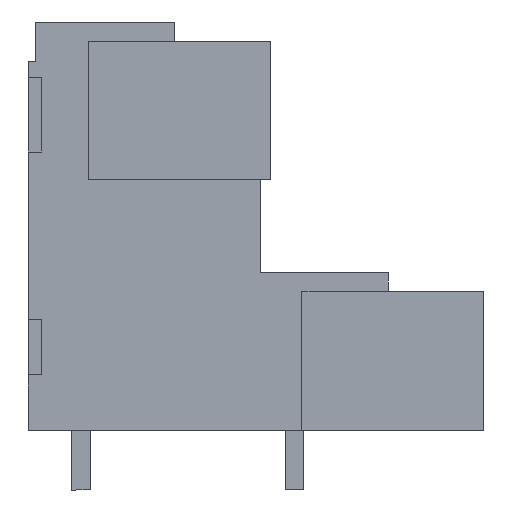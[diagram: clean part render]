
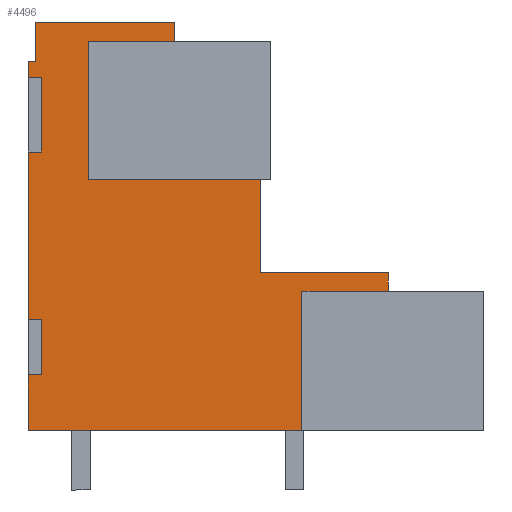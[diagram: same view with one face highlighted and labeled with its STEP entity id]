
A CAD part, left-side view. The second image highlights one B-rep face of the part: STEP entity #4496.
In plain terms, the highlighted planar face has unit normal (-1, 0, 0).
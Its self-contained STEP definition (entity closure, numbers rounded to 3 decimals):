
#4415=AXIS2_PLACEMENT_3D('Plane Axis2P3D',#4412,#4413,#4414) ;
#303=CARTESIAN_POINT('Vertex',(0.7,24.55,23.09)) ;
#427=CARTESIAN_POINT('Vertex',(0.7,24.55,9.2)) ;
#430=CARTESIAN_POINT('Line Origine',(0.7,24.55,13.7)) ;
#434=CARTESIAN_POINT('Vertex',(0.7,24.55,18.2)) ;
#455=CARTESIAN_POINT('Vertex',(0.7,24.55,22.2)) ;
#458=CARTESIAN_POINT('Line Origine',(0.7,24.55,22.645)) ;
#568=CARTESIAN_POINT('Line Origine',(0.7,24.35,23.09)) ;
#572=CARTESIAN_POINT('Vertex',(0.7,24.15,23.09)) ;
#649=CARTESIAN_POINT('Vertex',(0.7,16.65,25.2)) ;
#705=CARTESIAN_POINT('Vertex',(0.7,24.15,25.2)) ;
#708=CARTESIAN_POINT('Line Origine',(0.7,20.4,25.2)) ;
#737=CARTESIAN_POINT('Vertex',(0.7,16.65,24.175)) ;
#740=CARTESIAN_POINT('Line Origine',(0.7,16.65,24.687)) ;
#806=CARTESIAN_POINT('Line Origine',(0.7,18.975,24.175)) ;
#810=CARTESIAN_POINT('Vertex',(0.7,21.3,24.175)) ;
#905=CARTESIAN_POINT('Vertex',(0.7,12.05,16.725)) ;
#933=CARTESIAN_POINT('Vertex',(0.7,21.3,16.725)) ;
#936=CARTESIAN_POINT('Line Origine',(0.7,16.675,16.725)) ;
#961=CARTESIAN_POINT('Vertex',(0.7,12.05,11.7)) ;
#964=CARTESIAN_POINT('Line Origine',(0.7,12.05,14.212)) ;
#985=CARTESIAN_POINT('Vertex',(0.7,5.15,11.7)) ;
#988=CARTESIAN_POINT('Line Origine',(0.7,8.6,11.7)) ;
#1009=CARTESIAN_POINT('Vertex',(0.7,5.15,10.7)) ;
#1012=CARTESIAN_POINT('Line Origine',(0.7,5.15,11.2)) ;
#1078=CARTESIAN_POINT('Line Origine',(0.7,7.475,10.7)) ;
#1082=CARTESIAN_POINT('Vertex',(0.7,9.8,10.7)) ;
#1247=CARTESIAN_POINT('Vertex',(0.7,9.8,3.2)) ;
#1250=CARTESIAN_POINT('Line Origine',(0.7,17.175,3.2)) ;
#1254=CARTESIAN_POINT('Vertex',(0.7,24.55,3.2)) ;
#4400=CARTESIAN_POINT('Line Origine',(0.7,21.3,20.45)) ;
#4412=CARTESIAN_POINT('Axis2P3D Location',(0.7,24.15,3.2)) ;
#4417=CARTESIAN_POINT('Line Origine',(0.7,24.2,9.2)) ;
#4421=CARTESIAN_POINT('Vertex',(0.7,23.85,9.2)) ;
#4424=CARTESIAN_POINT('Line Origine',(0.7,23.85,7.7)) ;
#4428=CARTESIAN_POINT('Vertex',(0.7,23.85,6.2)) ;
#4431=CARTESIAN_POINT('Line Origine',(0.7,24.2,6.2)) ;
#4435=CARTESIAN_POINT('Vertex',(0.7,24.55,6.2)) ;
#4438=CARTESIAN_POINT('Line Origine',(0.7,24.55,4.7)) ;
#4443=CARTESIAN_POINT('Line Origine',(0.7,9.8,6.95)) ;
#4448=CARTESIAN_POINT('Line Origine',(0.7,24.15,24.145)) ;
#4453=CARTESIAN_POINT('Line Origine',(0.7,24.2,22.2)) ;
#4457=CARTESIAN_POINT('Vertex',(0.7,23.85,22.2)) ;
#4460=CARTESIAN_POINT('Line Origine',(0.7,23.85,20.2)) ;
#4464=CARTESIAN_POINT('Vertex',(0.7,23.85,18.2)) ;
#4467=CARTESIAN_POINT('Line Origine',(0.7,24.2,18.2)) ;
#431=DIRECTION('Vector Direction',(0.,0.,-1.)) ;
#459=DIRECTION('Vector Direction',(0.,0.,-1.)) ;
#569=DIRECTION('Vector Direction',(0.,-1.,0.)) ;
#709=DIRECTION('Vector Direction',(0.,-1.,0.)) ;
#741=DIRECTION('Vector Direction',(0.,0.,1.)) ;
#807=DIRECTION('Vector Direction',(0.,1.,0.)) ;
#937=DIRECTION('Vector Direction',(0.,1.,0.)) ;
#965=DIRECTION('Vector Direction',(0.,0.,1.)) ;
#989=DIRECTION('Vector Direction',(0.,1.,0.)) ;
#1013=DIRECTION('Vector Direction',(0.,0.,1.)) ;
#1079=DIRECTION('Vector Direction',(0.,1.,0.)) ;
#1251=DIRECTION('Vector Direction',(0.,-1.,0.)) ;
#4401=DIRECTION('Vector Direction',(0.,0.,-1.)) ;
#4413=DIRECTION('Axis2P3D Direction',(-1.,0.,0.)) ;
#4414=DIRECTION('Axis2P3D XDirection',(0.,1.,0.)) ;
#4418=DIRECTION('Vector Direction',(0.,-1.,0.)) ;
#4425=DIRECTION('Vector Direction',(0.,0.,1.)) ;
#4432=DIRECTION('Vector Direction',(0.,-1.,0.)) ;
#4439=DIRECTION('Vector Direction',(0.,0.,-1.)) ;
#4444=DIRECTION('Vector Direction',(0.,0.,-1.)) ;
#4449=DIRECTION('Vector Direction',(0.,0.,1.)) ;
#4454=DIRECTION('Vector Direction',(0.,-1.,0.)) ;
#4461=DIRECTION('Vector Direction',(0.,0.,1.)) ;
#4468=DIRECTION('Vector Direction',(0.,-1.,0.)) ;
#432=VECTOR('Line Direction',#431,1.) ;
#460=VECTOR('Line Direction',#459,1.) ;
#570=VECTOR('Line Direction',#569,1.) ;
#710=VECTOR('Line Direction',#709,1.) ;
#742=VECTOR('Line Direction',#741,1.) ;
#808=VECTOR('Line Direction',#807,1.) ;
#938=VECTOR('Line Direction',#937,1.) ;
#966=VECTOR('Line Direction',#965,1.) ;
#990=VECTOR('Line Direction',#989,1.) ;
#1014=VECTOR('Line Direction',#1013,1.) ;
#1080=VECTOR('Line Direction',#1079,1.) ;
#1252=VECTOR('Line Direction',#1251,1.) ;
#4402=VECTOR('Line Direction',#4401,1.) ;
#4419=VECTOR('Line Direction',#4418,1.) ;
#4426=VECTOR('Line Direction',#4425,1.) ;
#4433=VECTOR('Line Direction',#4432,1.) ;
#4440=VECTOR('Line Direction',#4439,1.) ;
#4445=VECTOR('Line Direction',#4444,1.) ;
#4450=VECTOR('Line Direction',#4449,1.) ;
#4455=VECTOR('Line Direction',#4454,1.) ;
#4462=VECTOR('Line Direction',#4461,1.) ;
#4469=VECTOR('Line Direction',#4468,1.) ;
#4473=ORIENTED_EDGE('',*,*,#436,.T.) ;
#4474=ORIENTED_EDGE('',*,*,#4423,.T.) ;
#4475=ORIENTED_EDGE('',*,*,#4430,.F.) ;
#4476=ORIENTED_EDGE('',*,*,#4437,.F.) ;
#4477=ORIENTED_EDGE('',*,*,#4442,.T.) ;
#4478=ORIENTED_EDGE('',*,*,#1256,.T.) ;
#4479=ORIENTED_EDGE('',*,*,#4447,.F.) ;
#4480=ORIENTED_EDGE('',*,*,#1084,.F.) ;
#4481=ORIENTED_EDGE('',*,*,#1016,.T.) ;
#4482=ORIENTED_EDGE('',*,*,#992,.T.) ;
#4483=ORIENTED_EDGE('',*,*,#968,.T.) ;
#4484=ORIENTED_EDGE('',*,*,#940,.T.) ;
#4485=ORIENTED_EDGE('',*,*,#4404,.F.) ;
#4486=ORIENTED_EDGE('',*,*,#812,.F.) ;
#4487=ORIENTED_EDGE('',*,*,#744,.T.) ;
#4488=ORIENTED_EDGE('',*,*,#712,.F.) ;
#4489=ORIENTED_EDGE('',*,*,#4452,.F.) ;
#4490=ORIENTED_EDGE('',*,*,#574,.F.) ;
#4491=ORIENTED_EDGE('',*,*,#462,.T.) ;
#4492=ORIENTED_EDGE('',*,*,#4459,.T.) ;
#4493=ORIENTED_EDGE('',*,*,#4466,.F.) ;
#4494=ORIENTED_EDGE('',*,*,#4471,.F.) ;
#4496=ADVANCED_FACE('HOUSING',(#4495),#4416,.T.) ;
#436=EDGE_CURVE('',#435,#428,#433,.T.) ;
#462=EDGE_CURVE('',#304,#456,#461,.T.) ;
#574=EDGE_CURVE('',#304,#573,#571,.T.) ;
#712=EDGE_CURVE('',#706,#650,#711,.T.) ;
#744=EDGE_CURVE('',#738,#650,#743,.T.) ;
#812=EDGE_CURVE('',#738,#811,#809,.T.) ;
#940=EDGE_CURVE('',#906,#934,#939,.T.) ;
#968=EDGE_CURVE('',#962,#906,#967,.T.) ;
#992=EDGE_CURVE('',#986,#962,#991,.T.) ;
#1016=EDGE_CURVE('',#1010,#986,#1015,.T.) ;
#1084=EDGE_CURVE('',#1010,#1083,#1081,.T.) ;
#1256=EDGE_CURVE('',#1255,#1248,#1253,.T.) ;
#4404=EDGE_CURVE('',#811,#934,#4403,.T.) ;
#4423=EDGE_CURVE('',#428,#4422,#4420,.T.) ;
#4430=EDGE_CURVE('',#4429,#4422,#4427,.T.) ;
#4437=EDGE_CURVE('',#4436,#4429,#4434,.T.) ;
#4442=EDGE_CURVE('',#4436,#1255,#4441,.T.) ;
#4447=EDGE_CURVE('',#1083,#1248,#4446,.T.) ;
#4452=EDGE_CURVE('',#573,#706,#4451,.T.) ;
#4459=EDGE_CURVE('',#456,#4458,#4456,.T.) ;
#4466=EDGE_CURVE('',#4465,#4458,#4463,.T.) ;
#4471=EDGE_CURVE('',#435,#4465,#4470,.T.) ;
#4472=EDGE_LOOP('',(#4473,#4474,#4475,#4476,#4477,#4478,#4479,#4480,#4481,#4482,#4483,#4484,#4485,#4486,#4487,#4488,#4489,#4490,#4491,#4492,#4493,#4494)) ;
#4495=FACE_OUTER_BOUND('',#4472,.T.) ;
#433=LINE('Line',#430,#432) ;
#461=LINE('Line',#458,#460) ;
#571=LINE('Line',#568,#570) ;
#711=LINE('Line',#708,#710) ;
#743=LINE('Line',#740,#742) ;
#809=LINE('Line',#806,#808) ;
#939=LINE('Line',#936,#938) ;
#967=LINE('Line',#964,#966) ;
#991=LINE('Line',#988,#990) ;
#1015=LINE('Line',#1012,#1014) ;
#1081=LINE('Line',#1078,#1080) ;
#1253=LINE('Line',#1250,#1252) ;
#4403=LINE('Line',#4400,#4402) ;
#4420=LINE('Line',#4417,#4419) ;
#4427=LINE('Line',#4424,#4426) ;
#4434=LINE('Line',#4431,#4433) ;
#4441=LINE('Line',#4438,#4440) ;
#4446=LINE('Line',#4443,#4445) ;
#4451=LINE('Line',#4448,#4450) ;
#4456=LINE('Line',#4453,#4455) ;
#4463=LINE('Line',#4460,#4462) ;
#4470=LINE('Line',#4467,#4469) ;
#4416=PLANE('',#4415) ;
#304=VERTEX_POINT('',#303) ;
#428=VERTEX_POINT('',#427) ;
#435=VERTEX_POINT('',#434) ;
#456=VERTEX_POINT('',#455) ;
#573=VERTEX_POINT('',#572) ;
#650=VERTEX_POINT('',#649) ;
#706=VERTEX_POINT('',#705) ;
#738=VERTEX_POINT('',#737) ;
#811=VERTEX_POINT('',#810) ;
#906=VERTEX_POINT('',#905) ;
#934=VERTEX_POINT('',#933) ;
#962=VERTEX_POINT('',#961) ;
#986=VERTEX_POINT('',#985) ;
#1010=VERTEX_POINT('',#1009) ;
#1083=VERTEX_POINT('',#1082) ;
#1248=VERTEX_POINT('',#1247) ;
#1255=VERTEX_POINT('',#1254) ;
#4422=VERTEX_POINT('',#4421) ;
#4429=VERTEX_POINT('',#4428) ;
#4436=VERTEX_POINT('',#4435) ;
#4458=VERTEX_POINT('',#4457) ;
#4465=VERTEX_POINT('',#4464) ;
